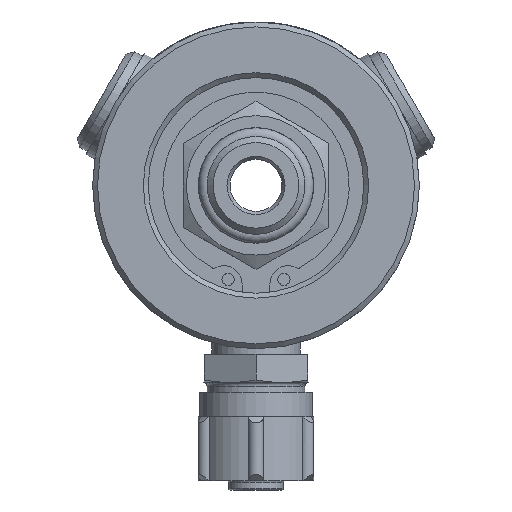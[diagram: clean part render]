
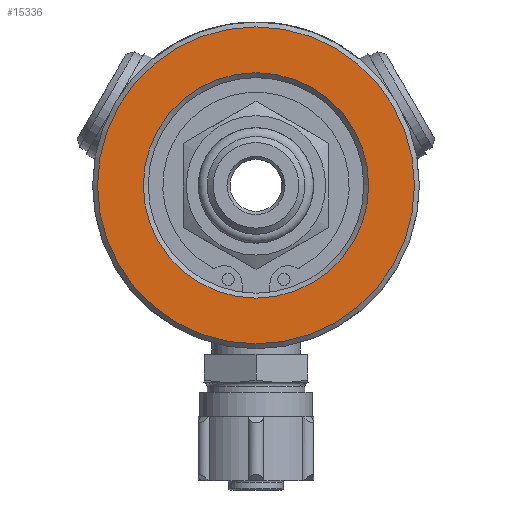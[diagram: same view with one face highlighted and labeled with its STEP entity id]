
A CAD part, left-side view. The second image highlights one B-rep face of the part: STEP entity #15336.
In plain terms, the highlighted planar face has unit normal (-1, 0, 0).
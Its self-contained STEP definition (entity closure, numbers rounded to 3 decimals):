
#15285=CARTESIAN_POINT('',(30.37,0.,18.435));
#15286=VERTEX_POINT('',#15285);
#15287=CARTESIAN_POINT('',(30.37,0.0,0.0));
#15288=DIRECTION('',(-1.0,0.0,0.0));
#15289=DIRECTION('',(0.0,0.0,-1.0));
#15290=AXIS2_PLACEMENT_3D('',#15287,#15288,#15289);
#15291=CIRCLE('',#15290,18.435);
#15292=EDGE_CURVE('',#15286,#15286,#15291,.T.);
#15317=CARTESIAN_POINT('',(30.37,0.0,0.0));
#15318=DIRECTION('',(-1.0,0.0,0.0));
#15319=DIRECTION('',(0.0,0.0,1.0));
#15320=AXIS2_PLACEMENT_3D('',#15317,#15318,#15319);
#15321=PLANE('',#15320);
#15322=CARTESIAN_POINT('',(30.37,25.925,0.));
#15323=VERTEX_POINT('',#15322);
#15324=CARTESIAN_POINT('',(30.37,0.0,0.0));
#15325=DIRECTION('',(1.0,0.0,0.0));
#15326=DIRECTION('',(0.0,-1.0,0.0));
#15327=AXIS2_PLACEMENT_3D('',#15324,#15325,#15326);
#15328=CIRCLE('',#15327,25.925);
#15329=EDGE_CURVE('',#15323,#15323,#15328,.T.);
#15330=ORIENTED_EDGE('',*,*,#15329,.F.);
#15331=EDGE_LOOP('',(#15330));
#15332=FACE_OUTER_BOUND('',#15331,.T.);
#15333=ORIENTED_EDGE('',*,*,#15292,.F.);
#15334=EDGE_LOOP('',(#15333));
#15335=FACE_BOUND('',#15334,.T.);
#15336=ADVANCED_FACE('',(#15332,#15335),#15321,.T.);
